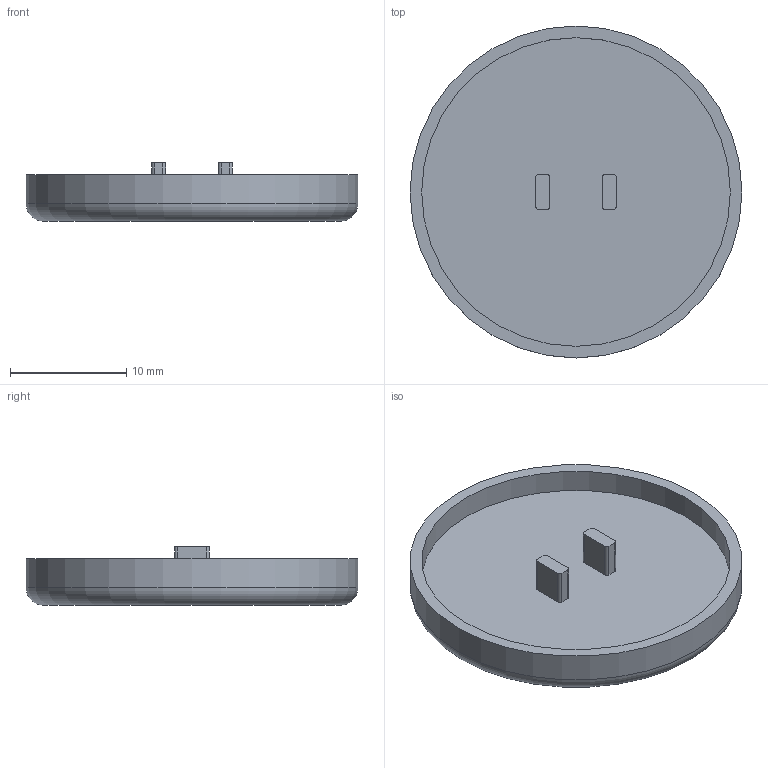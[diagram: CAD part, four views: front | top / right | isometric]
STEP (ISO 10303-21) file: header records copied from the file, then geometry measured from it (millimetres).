
FILE_DESCRIPTION(/* description */ (''),/* implementation_level */ '2;1');
FILE_NAME(/* name */ 'big-button.step',/* time_stamp */ '2023-11-13T16:18:02+01:00',/* author */ (''),/* organization */ (''),/* preprocessor_version */ 'ST-DEVELOPER v20',/* originating_system */ 'Autodesk Translation Framework v12.14.0.127',/* authorisation */ '');
FILE_SCHEMA (('AUTOMOTIVE_DESIGN { 1 0 10303 214 3 1 1 }'));
Length unit declared in the file: millimetre
Products named in the file (1): Fusion-Komponente
Bounding box: 28.5 x 28.5 x 5 mm (x, y, z)
Volume: 1427.7 mm3; surface area: 1789.7 mm2
Topology: 1 solids, 1 shells, 24 faces, 56 edges, 37 vertices
Faces by surface type: plane 13, cylinder 10, torus 1
Full cylindrical faces by diameter (mm): 26.5 x1, 28.5 x1
Entity records: 727 total; most frequent: DIRECTION 128, CARTESIAN_POINT 118, ORIENTED_EDGE 112, EDGE_CURVE 56, AXIS2_PLACEMENT_3D 47, VERTEX_POINT 37, LINE 34, VECTOR 34
